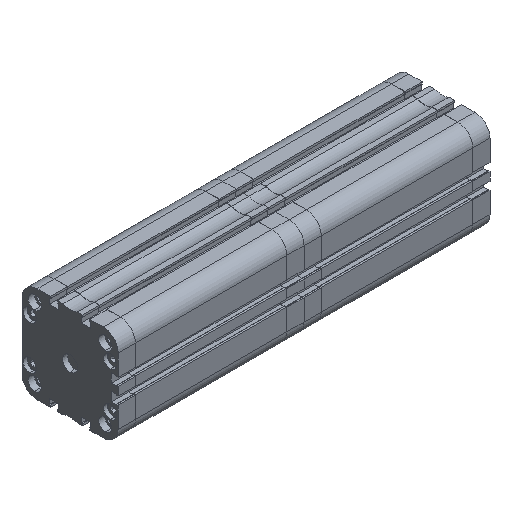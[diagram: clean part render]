
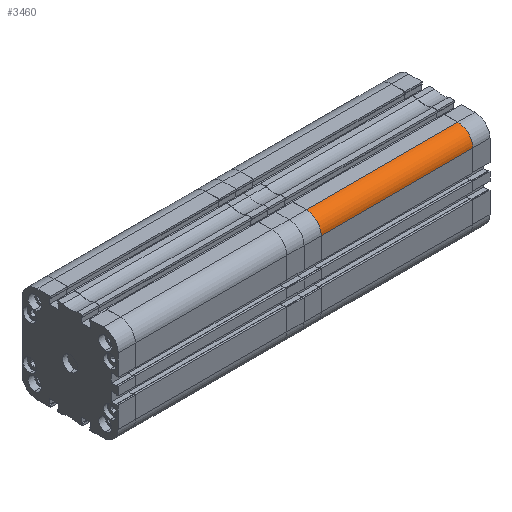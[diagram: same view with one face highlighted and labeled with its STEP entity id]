
A CAD part, isometric view. The second image highlights one B-rep face of the part: STEP entity #3460.
In plain terms, the highlighted cylindrical face has radius 12 mm (diameter 24 mm), a partial arc.
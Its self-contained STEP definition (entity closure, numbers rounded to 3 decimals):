
#572 = ORIENTED_EDGE ( 'NONE', *, *, #24187, .F. ) ;
#955 = CARTESIAN_POINT ( 'NONE',  ( 121.5, -26.5, 38.5 ) ) ;
#3460 = ADVANCED_FACE ( 'NONE', ( #9213 ), #17406, .T. ) ;
#4098 = AXIS2_PLACEMENT_3D ( 'NONE', #20856, #16598, #18475 ) ;
#5285 = CARTESIAN_POINT ( 'NONE',  ( 0., -26.5, 38.5 ) ) ;
#6659 = DIRECTION ( 'NONE',  ( 0., 0., 1. ) ) ;
#7025 = CIRCLE ( 'NONE', #4098, 12. ) ;
#7082 = EDGE_CURVE ( 'NONE', #10770, #22269, #15683, .T. ) ;
#7162 = EDGE_LOOP ( 'NONE', ( #23296, #572, #17420, #21508 ) ) ;
#9213 = FACE_OUTER_BOUND ( 'NONE', #7162, .T. ) ;
#9622 = CARTESIAN_POINT ( 'NONE',  ( 0., -26.5, 26.5 ) ) ;
#9848 = VERTEX_POINT ( 'NONE', #19730 ) ;
#10770 = VERTEX_POINT ( 'NONE', #18821 ) ;
#13167 = VECTOR ( 'NONE', #14196, 1000. ) ;
#14196 = DIRECTION ( 'NONE',  ( -1., 0., 0. ) ) ;
#15683 = CIRCLE ( 'NONE', #33044, 12. ) ;
#15757 = VECTOR ( 'NONE', #34984, 1000. ) ;
#16598 = DIRECTION ( 'NONE',  ( 1., 0., 0. ) ) ;
#17406 = CYLINDRICAL_SURFACE ( 'NONE', #36011, 12. ) ;
#17420 = ORIENTED_EDGE ( 'NONE', *, *, #7082, .F. ) ;
#17585 = CARTESIAN_POINT ( 'NONE',  ( 121.5, -26.5, 26.5 ) ) ;
#18475 = DIRECTION ( 'NONE',  ( 0., 0., -1. ) ) ;
#18821 = CARTESIAN_POINT ( 'NONE',  ( 0., -38.5, 26.5 ) ) ;
#19391 = VERTEX_POINT ( 'NONE', #955 ) ;
#19730 = CARTESIAN_POINT ( 'NONE',  ( 121.5, -38.5, 26.5 ) ) ;
#20856 = CARTESIAN_POINT ( 'NONE',  ( 121.5, -26.5, 26.5 ) ) ;
#21252 = CARTESIAN_POINT ( 'NONE',  ( 121.5, -26.5, 38.5 ) ) ;
#21508 = ORIENTED_EDGE ( 'NONE', *, *, #34743, .F. ) ;
#21614 = LINE ( 'NONE', #21252, #15757 ) ;
#22269 = VERTEX_POINT ( 'NONE', #5285 ) ;
#23296 = ORIENTED_EDGE ( 'NONE', *, *, #24462, .F. ) ;
#24187 = EDGE_CURVE ( 'NONE', #22269, #19391, #21614, .T. ) ;
#24462 = EDGE_CURVE ( 'NONE', #19391, #9848, #7025, .T. ) ;
#26236 = DIRECTION ( 'NONE',  ( -1., 0., 0. ) ) ;
#28096 = CARTESIAN_POINT ( 'NONE',  ( 121.5, -38.5, 26.5 ) ) ;
#31866 = DIRECTION ( 'NONE',  ( -1., 0., 0. ) ) ;
#33044 = AXIS2_PLACEMENT_3D ( 'NONE', #9622, #26236, #34638 ) ;
#33598 = LINE ( 'NONE', #28096, #13167 ) ;
#34638 = DIRECTION ( 'NONE',  ( 0., 0., -1. ) ) ;
#34743 = EDGE_CURVE ( 'NONE', #9848, #10770, #33598, .T. ) ;
#34984 = DIRECTION ( 'NONE',  ( 1., 0., 0. ) ) ;
#36011 = AXIS2_PLACEMENT_3D ( 'NONE', #17585, #31866, #6659 ) ;
